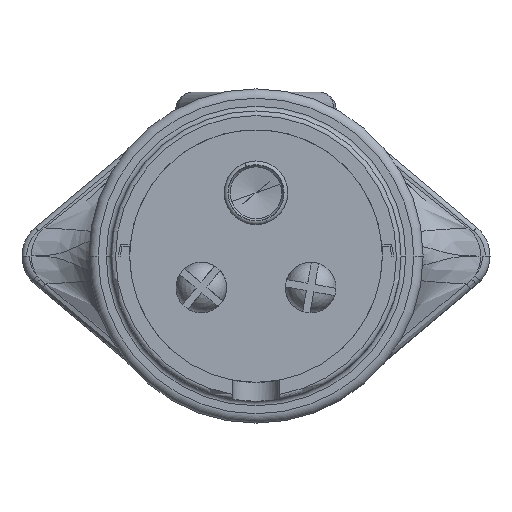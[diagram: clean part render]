
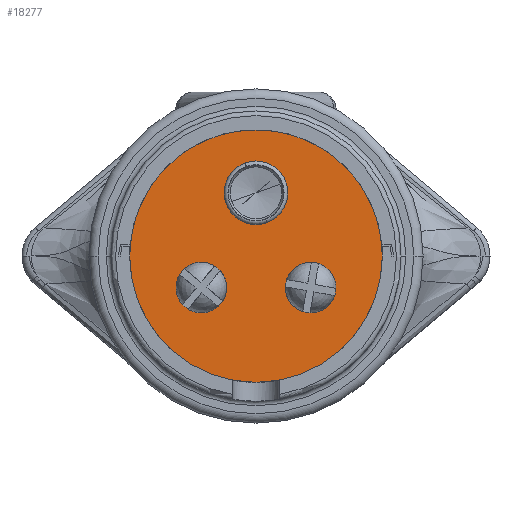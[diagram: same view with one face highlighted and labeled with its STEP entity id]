
A CAD part, front view. The second image highlights one B-rep face of the part: STEP entity #18277.
In plain terms, the highlighted planar face has unit normal (0, -1, 0).
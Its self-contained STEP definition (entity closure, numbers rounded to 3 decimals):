
#6077=CARTESIAN_POINT('',(0.,-7.9,0.));
#6078=DIRECTION('',(0.,1.,0.));
#6079=DIRECTION('',(1.,0.,0.));
#6080=AXIS2_PLACEMENT_3D('',#6077,#6078,#6079);
#6082=CARTESIAN_POINT('',(0.,-7.9,0.));
#6083=DIRECTION('',(0.,1.,0.));
#6084=DIRECTION('',(-1.,0.,0.));
#6085=AXIS2_PLACEMENT_3D('',#6082,#6083,#6084);
#6087=CARTESIAN_POINT('',(5.846,-7.9,-3.375));
#6088=DIRECTION('',(0.,1.,0.));
#6089=DIRECTION('',(0.174,0.,0.985));
#6090=AXIS2_PLACEMENT_3D('',#6087,#6088,#6089);
#6092=CARTESIAN_POINT('',(5.846,-7.9,-3.375));
#6093=DIRECTION('',(0.,1.,0.));
#6094=DIRECTION('',(-0.174,0.,-0.985));
#6095=AXIS2_PLACEMENT_3D('',#6092,#6093,#6094);
#6097=CARTESIAN_POINT('',(-5.846,-7.9,-3.375));
#6098=DIRECTION('',(0.,1.,0.));
#6099=DIRECTION('',(0.766,0.,-0.643));
#6100=AXIS2_PLACEMENT_3D('',#6097,#6098,#6099);
#6102=CARTESIAN_POINT('',(-5.846,-7.9,-3.375));
#6103=DIRECTION('',(0.,1.,0.));
#6104=DIRECTION('',(-0.766,0.,0.643));
#6105=AXIS2_PLACEMENT_3D('',#6102,#6103,#6104);
#6107=CARTESIAN_POINT('',(0.,-7.9,6.75));
#6108=DIRECTION('',(0.,-1.,0.));
#6109=DIRECTION('',(-0.342,0.,0.94));
#6110=AXIS2_PLACEMENT_3D('',#6107,#6108,#6109);
#6112=CARTESIAN_POINT('',(0.,-7.9,6.75));
#6113=DIRECTION('',(0.,-1.,0.));
#6114=DIRECTION('',(0.342,0.,-0.94));
#6115=AXIS2_PLACEMENT_3D('',#6112,#6113,#6114);
#7065=CARTESIAN_POINT('',(13.5,-7.9,0.));
#7067=VERTEX_POINT('',#7065);
#7069=CARTESIAN_POINT('',(-13.5,-7.9,0.));
#7071=VERTEX_POINT('',#7069);
#7339=CARTESIAN_POINT('',(6.315,-7.9,-0.716));
#7340=CARTESIAN_POINT('',(5.377,-7.9,-6.034));
#7341=VERTEX_POINT('',#7339);
#7342=VERTEX_POINT('',#7340);
#7395=CARTESIAN_POINT('',(-3.777,-7.9,-5.111));
#7396=CARTESIAN_POINT('',(-7.914,-7.9,-1.639));
#7397=VERTEX_POINT('',#7395);
#7398=VERTEX_POINT('',#7396);
#7421=CARTESIAN_POINT('',(-1.163,-7.9,9.945));
#7422=CARTESIAN_POINT('',(1.163,-7.9,3.555));
#7423=VERTEX_POINT('',#7421);
#7424=VERTEX_POINT('',#7422);
#18250=CARTESIAN_POINT('',(0.,-7.9,0.));
#18251=DIRECTION('',(0.,-1.,0.));
#18252=DIRECTION('',(0.,0.,-1.));
#18253=AXIS2_PLACEMENT_3D('',#18250,#18251,#18252);
#18254=PLANE('',#18253);
#18255=ORIENTED_EDGE('',*,*,#7547,.T.);
#18256=ORIENTED_EDGE('',*,*,#7510,.T.);
#18257=EDGE_LOOP('',(#18255,#18256));
#18258=FACE_OUTER_BOUND('',#18257,.F.);
#18260=ORIENTED_EDGE('',*,*,#18259,.F.);
#18262=ORIENTED_EDGE('',*,*,#18261,.F.);
#18263=EDGE_LOOP('',(#18260,#18262));
#18264=FACE_BOUND('',#18263,.F.);
#18266=ORIENTED_EDGE('',*,*,#18265,.F.);
#18268=ORIENTED_EDGE('',*,*,#18267,.F.);
#18269=EDGE_LOOP('',(#18266,#18268));
#18270=FACE_BOUND('',#18269,.F.);
#18272=ORIENTED_EDGE('',*,*,#18271,.T.);
#18274=ORIENTED_EDGE('',*,*,#18273,.T.);
#18275=EDGE_LOOP('',(#18272,#18274));
#18276=FACE_BOUND('',#18275,.F.);
#18277=ADVANCED_FACE('',(#18258,#18264,#18270,#18276),#18254,.T.);
#6081=CIRCLE('',#6080,13.5);
#6086=CIRCLE('',#6085,13.5);
#6091=CIRCLE('',#6090,2.7);
#6096=CIRCLE('',#6095,2.7);
#6101=CIRCLE('',#6100,2.7);
#6106=CIRCLE('',#6105,2.7);
#6111=CIRCLE('',#6110,3.4);
#6116=CIRCLE('',#6115,3.4);
#7510=EDGE_CURVE('',#7071,#7067,#6086,.T.);
#7547=EDGE_CURVE('',#7067,#7071,#6081,.T.);
#18259=EDGE_CURVE('',#7341,#7342,#6091,.T.);
#18261=EDGE_CURVE('',#7342,#7341,#6096,.T.);
#18265=EDGE_CURVE('',#7397,#7398,#6101,.T.);
#18267=EDGE_CURVE('',#7398,#7397,#6106,.T.);
#18271=EDGE_CURVE('',#7423,#7424,#6111,.T.);
#18273=EDGE_CURVE('',#7424,#7423,#6116,.T.);
